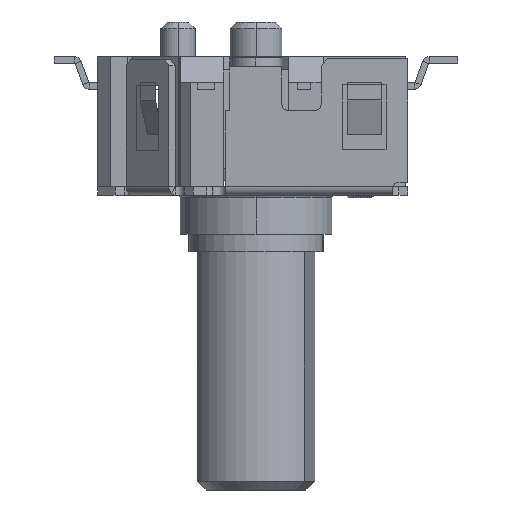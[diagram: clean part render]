
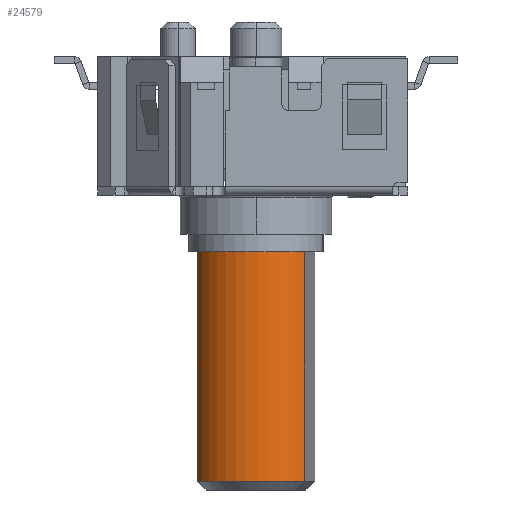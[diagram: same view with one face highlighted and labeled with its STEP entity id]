
A CAD part, left-side view. The second image highlights one B-rep face of the part: STEP entity #24579.
In plain terms, the highlighted cylindrical face has radius 1.5 mm (diameter 3 mm), a partial arc.
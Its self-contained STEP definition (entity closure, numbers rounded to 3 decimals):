
#2811 = AXIS2_PLACEMENT_3D ( 'NONE', #14915, #14903, #14923 ) ;
#4032 = FACE_OUTER_BOUND ( 'NONE', #16891, .T. ) ;
#4040 = CYLINDRICAL_SURFACE ( 'NONE', #2811, 1.5 ) ;
#8270 = DIRECTION ( 'NONE',  ( 0., 0., 1. ) ) ;
#8276 = CARTESIAN_POINT ( 'NONE',  ( -0.475, 0.075, -2.875 ) ) ;
#8277 = DIRECTION ( 'NONE',  ( 0., 0., -1. ) ) ;
#8278 = DIRECTION ( 'NONE',  ( -0.15, -0.989, 0. ) ) ;
#8279 = CARTESIAN_POINT ( 'NONE',  ( -1.108, 1.435, -8.375 ) ) ;
#8285 = CARTESIAN_POINT ( 'NONE',  ( -1.482, -1.037, -8.375 ) ) ;
#8287 = DIRECTION ( 'NONE',  ( 0., 0., -1. ) ) ;
#8290 = CARTESIAN_POINT ( 'NONE',  ( -0.475, 0.075, -8.175 ) ) ;
#8291 = DIRECTION ( 'NONE',  ( 0., 0., 1. ) ) ;
#8292 = DIRECTION ( 'NONE',  ( 0.15, 0.989, 0. ) ) ;
#8467 = CARTESIAN_POINT ( 'NONE',  ( -1.482, -1.037, -2.875 ) ) ;
#8484 = CARTESIAN_POINT ( 'NONE',  ( -1.108, 1.435, -8.175 ) ) ;
#8489 = CARTESIAN_POINT ( 'NONE',  ( -1.482, -1.037, -8.175 ) ) ;
#8535 = CARTESIAN_POINT ( 'NONE',  ( -1.108, 1.435, -2.875 ) ) ;
#14903 = DIRECTION ( 'NONE',  ( 0., 0., 1. ) ) ;
#14915 = CARTESIAN_POINT ( 'NONE',  ( -0.475, 0.075, -8.375 ) ) ;
#14923 = DIRECTION ( 'NONE',  ( -0.15, -0.989, 0. ) ) ;
#16891 = EDGE_LOOP ( 'NONE', ( #29205, #29204, #29203, #29202 ) ) ;
#21296 = EDGE_CURVE ( 'NONE', #23055, #23112, #22403, .T. ) ;
#21300 = EDGE_CURVE ( 'NONE', #23112, #23071, #22406, .T. ) ;
#21301 = EDGE_CURVE ( 'NONE', #23071, #23076, #22411, .T. ) ;
#21302 = EDGE_CURVE ( 'NONE', #23076, #23055, #22413, .T. ) ;
#22403 = CIRCLE ( 'NONE', #22886, 1.5 ) ;
#22406 = LINE ( 'NONE', #8279, #22412 ) ;
#22411 = CIRCLE ( 'NONE', #22888, 1.5 ) ;
#22412 = VECTOR ( 'NONE', #8287, 1000. ) ;
#22413 = LINE ( 'NONE', #8285, #22415 ) ;
#22415 = VECTOR ( 'NONE', #8270, 1000. ) ;
#22886 = AXIS2_PLACEMENT_3D ( 'NONE', #8276, #8277, #8278 ) ;
#22888 = AXIS2_PLACEMENT_3D ( 'NONE', #8290, #8291, #8292 ) ;
#23055 = VERTEX_POINT ( 'NONE', #8467 ) ;
#23071 = VERTEX_POINT ( 'NONE', #8484 ) ;
#23076 = VERTEX_POINT ( 'NONE', #8489 ) ;
#23112 = VERTEX_POINT ( 'NONE', #8535 ) ;
#24579 = ADVANCED_FACE ( 'NONE', ( #4032 ), #4040, .T. ) ;
#29202 = ORIENTED_EDGE ( 'NONE', *, *, #21296, .T. ) ;
#29203 = ORIENTED_EDGE ( 'NONE', *, *, #21302, .T. ) ;
#29204 = ORIENTED_EDGE ( 'NONE', *, *, #21301, .T. ) ;
#29205 = ORIENTED_EDGE ( 'NONE', *, *, #21300, .T. ) ;
